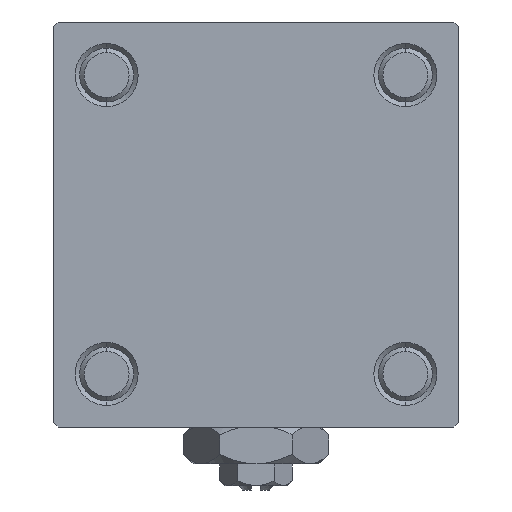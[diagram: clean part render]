
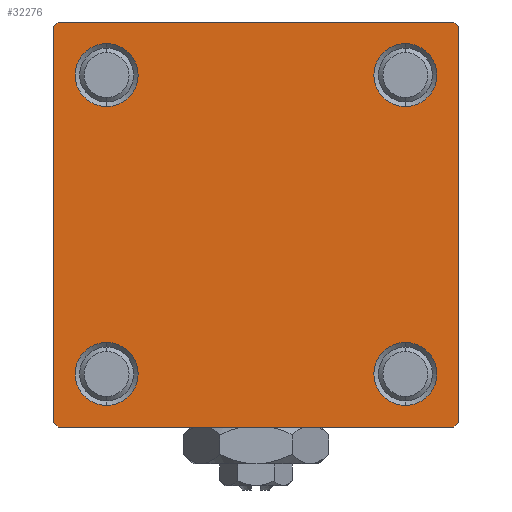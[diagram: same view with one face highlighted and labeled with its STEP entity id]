
A CAD part, left-side view. The second image highlights one B-rep face of the part: STEP entity #32276.
In plain terms, the highlighted planar face has unit normal (-1, 0, 0).
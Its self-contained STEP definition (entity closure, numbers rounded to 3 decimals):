
#95 = FACE_BOUND ( 'NONE', #11930, .T. ) ;
#346 = DIRECTION ( 'NONE',  ( 0., 0., 1. ) ) ;
#683 = VECTOR ( 'NONE', #22035, 1000. ) ;
#947 = EDGE_CURVE ( 'NONE', #46573, #47925, #6570, .T. ) ;
#999 = ORIENTED_EDGE ( 'NONE', *, *, #43857, .T. ) ;
#1211 = CARTESIAN_POINT ( 'NONE',  ( 0., -22.5, 22. ) ) ;
#1393 = CARTESIAN_POINT ( 'NONE',  ( 0., 16.6, -16.6 ) ) ;
#1750 = CARTESIAN_POINT ( 'NONE',  ( 0., 16.6, 13.1 ) ) ;
#2089 = EDGE_CURVE ( 'NONE', #34131, #23311, #29908, .T. ) ;
#3013 = EDGE_CURVE ( 'NONE', #17741, #45915, #47794, .T. ) ;
#3126 = ORIENTED_EDGE ( 'NONE', *, *, #7009, .T. ) ;
#3249 = VECTOR ( 'NONE', #49527, 1000. ) ;
#4331 = EDGE_CURVE ( 'NONE', #21567, #25446, #52038, .T. ) ;
#4475 = ORIENTED_EDGE ( 'NONE', *, *, #33661, .T. ) ;
#4561 = CARTESIAN_POINT ( 'NONE',  ( 0., 0., 0. ) ) ;
#4995 = ORIENTED_EDGE ( 'NONE', *, *, #17079, .T. ) ;
#5077 = DIRECTION ( 'NONE',  ( 0., 0., 1. ) ) ;
#5444 = DIRECTION ( 'NONE',  ( 1., 0., 0. ) ) ;
#5608 = DIRECTION ( 'NONE',  ( 1., 0., 0. ) ) ;
#5798 = ORIENTED_EDGE ( 'NONE', *, *, #4331, .T. ) ;
#5971 = CARTESIAN_POINT ( 'NONE',  ( 0., -22.5, 22.5 ) ) ;
#6204 = EDGE_CURVE ( 'NONE', #27838, #9056, #36410, .T. ) ;
#6436 = EDGE_LOOP ( 'NONE', ( #999, #29044, #26567, #4475, #12247, #14676, #37720, #7199 ) ) ;
#6570 = CIRCLE ( 'NONE', #46913, 3.5 ) ;
#6597 = LINE ( 'NONE', #50813, #45102 ) ;
#6687 = CARTESIAN_POINT ( 'NONE',  ( 0., 16.6, 16.6 ) ) ;
#6822 = AXIS2_PLACEMENT_3D ( 'NONE', #39818, #32680, #24285 ) ;
#7009 = EDGE_CURVE ( 'NONE', #32854, #7189, #48805, .T. ) ;
#7151 = ORIENTED_EDGE ( 'NONE', *, *, #43562, .T. ) ;
#7189 = VERTEX_POINT ( 'NONE', #30358 ) ;
#7199 = ORIENTED_EDGE ( 'NONE', *, *, #6204, .T. ) ;
#8253 = DIRECTION ( 'NONE',  ( -1., 0., 0. ) ) ;
#8268 = DIRECTION ( 'NONE',  ( 0., 0.707, -0.707 ) ) ;
#8536 = AXIS2_PLACEMENT_3D ( 'NONE', #43547, #47507, #23825 ) ;
#9056 = VERTEX_POINT ( 'NONE', #32284 ) ;
#9814 = CARTESIAN_POINT ( 'NONE',  ( 0., 22., -22.5 ) ) ;
#10612 = AXIS2_PLACEMENT_3D ( 'NONE', #4561, #8253, #40348 ) ;
#11023 = VECTOR ( 'NONE', #22224, 1000. ) ;
#11534 = EDGE_CURVE ( 'NONE', #25446, #21567, #31988, .T. ) ;
#11602 = CARTESIAN_POINT ( 'NONE',  ( 0., -16.6, -13.1 ) ) ;
#11695 = PLANE ( 'NONE',  #10612 ) ;
#11923 = CIRCLE ( 'NONE', #8536, 3.5 ) ;
#11930 = EDGE_LOOP ( 'NONE', ( #23916, #4995 ) ) ;
#12213 = FACE_OUTER_BOUND ( 'NONE', #6436, .T. ) ;
#12247 = ORIENTED_EDGE ( 'NONE', *, *, #17034, .F. ) ;
#12756 = EDGE_LOOP ( 'NONE', ( #35412, #18649 ) ) ;
#13471 = EDGE_CURVE ( 'NONE', #45915, #17741, #40448, .T. ) ;
#14173 = CARTESIAN_POINT ( 'NONE',  ( 0., 22., 22.5 ) ) ;
#14413 = CARTESIAN_POINT ( 'NONE',  ( 0., 22.5, 22.5 ) ) ;
#14573 = CARTESIAN_POINT ( 'NONE',  ( 0., -22.5, -22. ) ) ;
#14676 = ORIENTED_EDGE ( 'NONE', *, *, #2089, .T. ) ;
#14756 = DIRECTION ( 'NONE',  ( 0., -0.707, 0.707 ) ) ;
#14832 = CARTESIAN_POINT ( 'NONE',  ( 0., 16.6, -13.1 ) ) ;
#15374 = VECTOR ( 'NONE', #22816, 1000. ) ;
#16512 = EDGE_CURVE ( 'NONE', #17453, #18329, #41948, .T. ) ;
#16762 = DIRECTION ( 'NONE',  ( 0., 0., 1. ) ) ;
#17034 = EDGE_CURVE ( 'NONE', #34131, #33435, #29368, .T. ) ;
#17079 = EDGE_CURVE ( 'NONE', #47925, #46573, #11923, .T. ) ;
#17453 = VERTEX_POINT ( 'NONE', #24536 ) ;
#17741 = VERTEX_POINT ( 'NONE', #11602 ) ;
#18302 = EDGE_LOOP ( 'NONE', ( #36225, #5798 ) ) ;
#18329 = VERTEX_POINT ( 'NONE', #9814 ) ;
#18606 = AXIS2_PLACEMENT_3D ( 'NONE', #24028, #35858, #346 ) ;
#18635 = VECTOR ( 'NONE', #29901, 1000. ) ;
#18649 = ORIENTED_EDGE ( 'NONE', *, *, #13471, .T. ) ;
#18935 = CARTESIAN_POINT ( 'NONE',  ( 0., -16.6, 13.1 ) ) ;
#18950 = CARTESIAN_POINT ( 'NONE',  ( 0., 16.6, 20.1 ) ) ;
#19027 = VECTOR ( 'NONE', #45541, 1000. ) ;
#20083 = FACE_BOUND ( 'NONE', #12756, .T. ) ;
#20105 = AXIS2_PLACEMENT_3D ( 'NONE', #1393, #5608, #5077 ) ;
#20313 = EDGE_CURVE ( 'NONE', #27838, #23311, #50456, .T. ) ;
#21567 = VERTEX_POINT ( 'NONE', #24773 ) ;
#21723 = CARTESIAN_POINT ( 'NONE',  ( 0., -16.6, -20.1 ) ) ;
#22035 = DIRECTION ( 'NONE',  ( 0., 0.707, 0.707 ) ) ;
#22224 = DIRECTION ( 'NONE',  ( 0., -0.707, -0.707 ) ) ;
#22816 = DIRECTION ( 'NONE',  ( 0., -1., 0. ) ) ;
#23304 = CARTESIAN_POINT ( 'NONE',  ( 0., -16.6, 16.6 ) ) ;
#23311 = VERTEX_POINT ( 'NONE', #38955 ) ;
#23379 = VERTEX_POINT ( 'NONE', #26617 ) ;
#23825 = DIRECTION ( 'NONE',  ( 0., 0., 1. ) ) ;
#23916 = ORIENTED_EDGE ( 'NONE', *, *, #947, .T. ) ;
#24028 = CARTESIAN_POINT ( 'NONE',  ( 0., -16.6, -16.6 ) ) ;
#24285 = DIRECTION ( 'NONE',  ( 0., 0., 1. ) ) ;
#24341 = DIRECTION ( 'NONE',  ( 0., 0., 1. ) ) ;
#24536 = CARTESIAN_POINT ( 'NONE',  ( 0., 22.5, -22. ) ) ;
#24773 = CARTESIAN_POINT ( 'NONE',  ( 0., 16.6, -20.1 ) ) ;
#24828 = FACE_BOUND ( 'NONE', #29669, .T. ) ;
#25446 = VERTEX_POINT ( 'NONE', #14832 ) ;
#26567 = ORIENTED_EDGE ( 'NONE', *, *, #32771, .T. ) ;
#26617 = CARTESIAN_POINT ( 'NONE',  ( 0., -22., -22.5 ) ) ;
#27838 = VERTEX_POINT ( 'NONE', #14173 ) ;
#29044 = ORIENTED_EDGE ( 'NONE', *, *, #16512, .T. ) ;
#29368 = LINE ( 'NONE', #5971, #18635 ) ;
#29669 = EDGE_LOOP ( 'NONE', ( #7151, #3126 ) ) ;
#29901 = DIRECTION ( 'NONE',  ( 0., 0., -1. ) ) ;
#29908 = LINE ( 'NONE', #45968, #683 ) ;
#30358 = CARTESIAN_POINT ( 'NONE',  ( 0., -16.6, 20.1 ) ) ;
#30624 = DIRECTION ( 'NONE',  ( 1., 0., 0. ) ) ;
#31955 = DIRECTION ( 'NONE',  ( 1., 0., 0. ) ) ;
#31988 = CIRCLE ( 'NONE', #6822, 3.5 ) ;
#32276 = ADVANCED_FACE ( 'NONE', ( #24828, #20083, #36397, #95, #12213 ), #11695, .T. ) ;
#32284 = CARTESIAN_POINT ( 'NONE',  ( 0., 22.5, 22. ) ) ;
#32680 = DIRECTION ( 'NONE',  ( 1., 0., 0. ) ) ;
#32771 = EDGE_CURVE ( 'NONE', #18329, #23379, #41847, .T. ) ;
#32854 = VERTEX_POINT ( 'NONE', #18935 ) ;
#33435 = VERTEX_POINT ( 'NONE', #14573 ) ;
#33458 = CARTESIAN_POINT ( 'NONE',  ( 0., 22.5, 22.5 ) ) ;
#33661 = EDGE_CURVE ( 'NONE', #23379, #33435, #6597, .T. ) ;
#34131 = VERTEX_POINT ( 'NONE', #1211 ) ;
#35412 = ORIENTED_EDGE ( 'NONE', *, *, #3013, .T. ) ;
#35858 = DIRECTION ( 'NONE',  ( 1., 0., 0. ) ) ;
#35907 = CARTESIAN_POINT ( 'NONE',  ( 0., -16.6, 16.6 ) ) ;
#36026 = CIRCLE ( 'NONE', #41077, 3.5 ) ;
#36225 = ORIENTED_EDGE ( 'NONE', *, *, #11534, .T. ) ;
#36397 = FACE_BOUND ( 'NONE', #18302, .T. ) ;
#36410 = LINE ( 'NONE', #36923, #42881 ) ;
#36923 = CARTESIAN_POINT ( 'NONE',  ( 0., 22.25, 22.25 ) ) ;
#37278 = CARTESIAN_POINT ( 'NONE',  ( 0., -16.6, -16.6 ) ) ;
#37410 = LINE ( 'NONE', #33458, #3249 ) ;
#37720 = ORIENTED_EDGE ( 'NONE', *, *, #20313, .F. ) ;
#38955 = CARTESIAN_POINT ( 'NONE',  ( 0., -22., 22.5 ) ) ;
#39031 = DIRECTION ( 'NONE',  ( 0., 0., 1. ) ) ;
#39334 = DIRECTION ( 'NONE',  ( 1., 0., 0. ) ) ;
#39818 = CARTESIAN_POINT ( 'NONE',  ( 0., 16.6, -16.6 ) ) ;
#40348 = DIRECTION ( 'NONE',  ( 0., 0., 1. ) ) ;
#40448 = CIRCLE ( 'NONE', #18606, 3.5 ) ;
#41077 = AXIS2_PLACEMENT_3D ( 'NONE', #35907, #31955, #24341 ) ;
#41212 = AXIS2_PLACEMENT_3D ( 'NONE', #23304, #39334, #51460 ) ;
#41847 = LINE ( 'NONE', #49485, #19027 ) ;
#41948 = LINE ( 'NONE', #46168, #11023 ) ;
#42881 = VECTOR ( 'NONE', #8268, 1000. ) ;
#43547 = CARTESIAN_POINT ( 'NONE',  ( 0., 16.6, 16.6 ) ) ;
#43562 = EDGE_CURVE ( 'NONE', #7189, #32854, #36026, .T. ) ;
#43857 = EDGE_CURVE ( 'NONE', #9056, #17453, #37410, .T. ) ;
#45102 = VECTOR ( 'NONE', #14756, 1000. ) ;
#45282 = AXIS2_PLACEMENT_3D ( 'NONE', #37278, #5444, #16762 ) ;
#45541 = DIRECTION ( 'NONE',  ( 0., -1., 0. ) ) ;
#45915 = VERTEX_POINT ( 'NONE', #21723 ) ;
#45968 = CARTESIAN_POINT ( 'NONE',  ( 0., -22.25, 22.25 ) ) ;
#46168 = CARTESIAN_POINT ( 'NONE',  ( 0., 22.25, -22.25 ) ) ;
#46573 = VERTEX_POINT ( 'NONE', #18950 ) ;
#46913 = AXIS2_PLACEMENT_3D ( 'NONE', #6687, #30624, #39031 ) ;
#47507 = DIRECTION ( 'NONE',  ( 1., 0., 0. ) ) ;
#47794 = CIRCLE ( 'NONE', #45282, 3.5 ) ;
#47925 = VERTEX_POINT ( 'NONE', #1750 ) ;
#48805 = CIRCLE ( 'NONE', #41212, 3.5 ) ;
#49485 = CARTESIAN_POINT ( 'NONE',  ( 0., 22.5, -22.5 ) ) ;
#49527 = DIRECTION ( 'NONE',  ( 0., 0., -1. ) ) ;
#50456 = LINE ( 'NONE', #14413, #15374 ) ;
#50813 = CARTESIAN_POINT ( 'NONE',  ( 0., -22.25, -22.25 ) ) ;
#51460 = DIRECTION ( 'NONE',  ( 0., 0., 1. ) ) ;
#52038 = CIRCLE ( 'NONE', #20105, 3.5 ) ;
